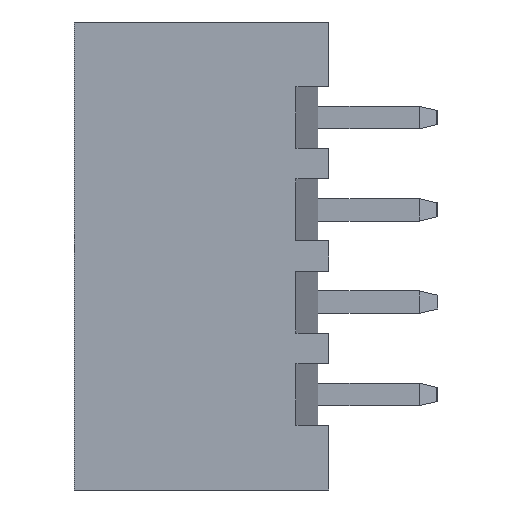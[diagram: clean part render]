
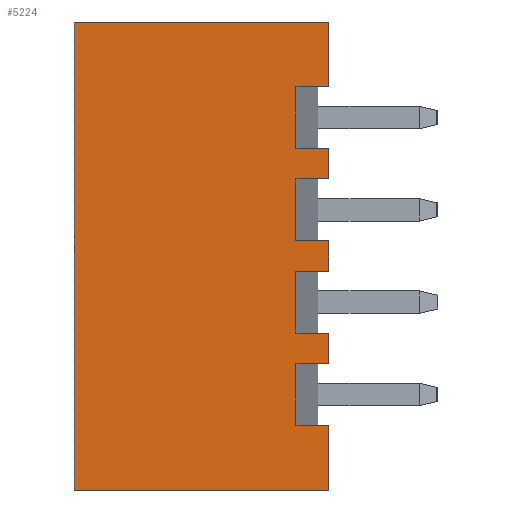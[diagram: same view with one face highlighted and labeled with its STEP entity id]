
A CAD part, left-side view. The second image highlights one B-rep face of the part: STEP entity #5224.
In plain terms, the highlighted planar face has unit normal (-1, 0, 0).
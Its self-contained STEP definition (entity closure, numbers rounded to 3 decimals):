
#283=LINE('',#8256,#830);
#622=LINE('',#9243,#1169);
#628=LINE('',#9259,#1175);
#633=LINE('',#9268,#1180);
#638=LINE('',#9277,#1185);
#641=LINE('',#9285,#1188);
#646=LINE('',#9294,#1193);
#651=LINE('',#9303,#1198);
#652=LINE('',#9306,#1199);
#655=LINE('',#9311,#1202);
#678=LINE('',#9368,#1225);
#682=LINE('',#9376,#1229);
#686=LINE('',#9384,#1233);
#688=LINE('',#9387,#1235);
#689=LINE('',#9389,#1236);
#690=LINE('',#9391,#1237);
#691=LINE('',#9393,#1238);
#692=LINE('',#9395,#1239);
#693=LINE('',#9396,#1240);
#694=LINE('',#9397,#1241);
#830=VECTOR('',#5913,10.);
#1169=VECTOR('',#6648,10.);
#1175=VECTOR('',#6662,10.);
#1180=VECTOR('',#6671,10.);
#1185=VECTOR('',#6680,10.);
#1188=VECTOR('',#6685,10.);
#1193=VECTOR('',#6694,10.);
#1198=VECTOR('',#6703,10.);
#1199=VECTOR('',#6706,10.);
#1202=VECTOR('',#6711,10.);
#1225=VECTOR('',#6774,10.);
#1229=VECTOR('',#6782,10.);
#1233=VECTOR('',#6790,10.);
#1235=VECTOR('',#6794,10.);
#1236=VECTOR('',#6795,10.);
#1237=VECTOR('',#6796,10.);
#1238=VECTOR('',#6797,10.);
#1239=VECTOR('',#6798,10.);
#1240=VECTOR('',#6799,10.);
#1241=VECTOR('',#6800,10.);
#1423=PLANE('',#5586);
#1705=FACE_OUTER_BOUND('',#2000,.T.);
#2000=EDGE_LOOP('',(#4566,#4567,#4568,#4569,#4570,#4571,#4572,#4573,#4574,
#4575,#4576,#4577,#4578,#4579,#4580,#4581,#4582,#4583,#4584,#4585));
#2243=VERTEX_POINT('',#8253);
#2244=VERTEX_POINT('',#8255);
#2490=VERTEX_POINT('',#9241);
#2495=VERTEX_POINT('',#9256);
#2496=VERTEX_POINT('',#9258);
#2498=VERTEX_POINT('',#9267);
#2500=VERTEX_POINT('',#9275);
#2503=VERTEX_POINT('',#9282);
#2504=VERTEX_POINT('',#9284);
#2506=VERTEX_POINT('',#9293);
#2508=VERTEX_POINT('',#9301);
#2509=VERTEX_POINT('',#9305);
#2510=VERTEX_POINT('',#9309);
#2524=VERTEX_POINT('',#9367);
#2526=VERTEX_POINT('',#9375);
#2528=VERTEX_POINT('',#9383);
#2529=VERTEX_POINT('',#9388);
#2530=VERTEX_POINT('',#9390);
#2531=VERTEX_POINT('',#9392);
#2532=VERTEX_POINT('',#9394);
#2744=EDGE_CURVE('',#2243,#2244,#283,.T.);
#3148=EDGE_CURVE('',#2490,#2243,#622,.T.);
#3155=EDGE_CURVE('',#2496,#2495,#628,.T.);
#3160=EDGE_CURVE('',#2495,#2498,#633,.T.);
#3165=EDGE_CURVE('',#2498,#2500,#638,.T.);
#3168=EDGE_CURVE('',#2504,#2503,#641,.T.);
#3173=EDGE_CURVE('',#2503,#2506,#646,.T.);
#3178=EDGE_CURVE('',#2506,#2508,#651,.T.);
#3179=EDGE_CURVE('',#2509,#2496,#652,.T.);
#3182=EDGE_CURVE('',#2508,#2510,#655,.T.);
#3210=EDGE_CURVE('',#2524,#2509,#678,.T.);
#3214=EDGE_CURVE('',#2526,#2524,#682,.T.);
#3218=EDGE_CURVE('',#2528,#2526,#686,.T.);
#3220=EDGE_CURVE('',#2500,#2504,#688,.T.);
#3221=EDGE_CURVE('',#2510,#2529,#689,.T.);
#3222=EDGE_CURVE('',#2529,#2530,#690,.T.);
#3223=EDGE_CURVE('',#2530,#2531,#691,.T.);
#3224=EDGE_CURVE('',#2531,#2532,#692,.T.);
#3225=EDGE_CURVE('',#2532,#2244,#693,.T.);
#3226=EDGE_CURVE('',#2490,#2528,#694,.T.);
#4566=ORIENTED_EDGE('',*,*,#3165,.T.);
#4567=ORIENTED_EDGE('',*,*,#3220,.T.);
#4568=ORIENTED_EDGE('',*,*,#3168,.T.);
#4569=ORIENTED_EDGE('',*,*,#3173,.T.);
#4570=ORIENTED_EDGE('',*,*,#3178,.T.);
#4571=ORIENTED_EDGE('',*,*,#3182,.T.);
#4572=ORIENTED_EDGE('',*,*,#3221,.T.);
#4573=ORIENTED_EDGE('',*,*,#3222,.T.);
#4574=ORIENTED_EDGE('',*,*,#3223,.T.);
#4575=ORIENTED_EDGE('',*,*,#3224,.T.);
#4576=ORIENTED_EDGE('',*,*,#3225,.T.);
#4577=ORIENTED_EDGE('',*,*,#2744,.F.);
#4578=ORIENTED_EDGE('',*,*,#3148,.F.);
#4579=ORIENTED_EDGE('',*,*,#3226,.T.);
#4580=ORIENTED_EDGE('',*,*,#3218,.T.);
#4581=ORIENTED_EDGE('',*,*,#3214,.T.);
#4582=ORIENTED_EDGE('',*,*,#3210,.T.);
#4583=ORIENTED_EDGE('',*,*,#3179,.T.);
#4584=ORIENTED_EDGE('',*,*,#3155,.T.);
#4585=ORIENTED_EDGE('',*,*,#3160,.T.);
#5224=ADVANCED_FACE('',(#1705),#1423,.T.);
#5586=AXIS2_PLACEMENT_3D('',#9386,#6792,#6793);
#5913=DIRECTION('',(0.,0.,1.));
#6648=DIRECTION('',(0.,1.,0.));
#6662=DIRECTION('',(0.,1.,0.));
#6671=DIRECTION('',(0.,0.,1.));
#6680=DIRECTION('',(0.,-1.,0.));
#6685=DIRECTION('',(0.,1.,0.));
#6694=DIRECTION('',(0.,0.,1.));
#6703=DIRECTION('',(0.,-1.,0.));
#6706=DIRECTION('',(0.,0.,1.));
#6711=DIRECTION('',(0.,0.,1.));
#6774=DIRECTION('',(0.,-1.,0.));
#6782=DIRECTION('',(0.,0.,1.));
#6790=DIRECTION('',(0.,1.,0.));
#6792=DIRECTION('center_axis',(-1.,0.,0.));
#6793=DIRECTION('ref_axis',(0.,0.,1.));
#6794=DIRECTION('',(0.,0.,1.));
#6795=DIRECTION('',(0.,1.,0.));
#6796=DIRECTION('',(0.,0.,1.));
#6797=DIRECTION('',(0.,-1.,0.));
#6798=DIRECTION('',(0.,0.,1.));
#6799=DIRECTION('',(0.,1.,0.));
#6800=DIRECTION('',(0.,0.,1.));
#8253=CARTESIAN_POINT('',(-2.85,7.,-6.44));
#8255=CARTESIAN_POINT('',(-2.85,7.,6.44));
#8256=CARTESIAN_POINT('',(-2.85,7.,-6.44));
#9241=CARTESIAN_POINT('',(-2.85,0.,-6.44));
#9243=CARTESIAN_POINT('',(-2.85,0.,-6.44));
#9256=CARTESIAN_POINT('',(-2.85,0.9,-2.12));
#9258=CARTESIAN_POINT('',(-2.85,0.,-2.12));
#9259=CARTESIAN_POINT('',(-2.85,0.225,-2.12));
#9267=CARTESIAN_POINT('',(-2.85,0.9,-0.42));
#9268=CARTESIAN_POINT('',(-2.85,0.9,-3.855));
#9275=CARTESIAN_POINT('',(-2.85,0.,-0.42));
#9277=CARTESIAN_POINT('',(-2.85,0.225,-0.42));
#9282=CARTESIAN_POINT('',(-2.85,0.9,0.42));
#9284=CARTESIAN_POINT('',(-2.85,0.,0.42));
#9285=CARTESIAN_POINT('',(-2.85,0.225,0.42));
#9293=CARTESIAN_POINT('',(-2.85,0.9,2.12));
#9294=CARTESIAN_POINT('',(-2.85,0.9,-2.585));
#9301=CARTESIAN_POINT('',(-2.85,0.,2.12));
#9303=CARTESIAN_POINT('',(-2.85,0.225,2.12));
#9305=CARTESIAN_POINT('',(-2.85,0.,-2.96));
#9306=CARTESIAN_POINT('',(-2.85,0.,-6.44));
#9309=CARTESIAN_POINT('',(-2.85,0.,2.96));
#9311=CARTESIAN_POINT('',(-2.85,0.,-6.44));
#9367=CARTESIAN_POINT('',(-2.85,0.9,-2.96));
#9368=CARTESIAN_POINT('',(-2.85,0.225,-2.96));
#9375=CARTESIAN_POINT('',(-2.85,0.9,-4.66));
#9376=CARTESIAN_POINT('',(-2.85,0.9,-5.125));
#9383=CARTESIAN_POINT('',(-2.85,0.,-4.66));
#9384=CARTESIAN_POINT('',(-2.85,0.225,-4.66));
#9386=CARTESIAN_POINT('Origin',(-2.85,0.,-6.44));
#9387=CARTESIAN_POINT('',(-2.85,0.,-6.44));
#9388=CARTESIAN_POINT('',(-2.85,0.9,2.96));
#9389=CARTESIAN_POINT('',(-2.85,0.225,2.96));
#9390=CARTESIAN_POINT('',(-2.85,0.9,4.66));
#9391=CARTESIAN_POINT('',(-2.85,0.9,-1.315));
#9392=CARTESIAN_POINT('',(-2.85,0.,4.66));
#9393=CARTESIAN_POINT('',(-2.85,0.225,4.66));
#9394=CARTESIAN_POINT('',(-2.85,0.,6.44));
#9395=CARTESIAN_POINT('',(-2.85,0.,-6.44));
#9396=CARTESIAN_POINT('',(-2.85,0.,6.44));
#9397=CARTESIAN_POINT('',(-2.85,0.,-6.44));
